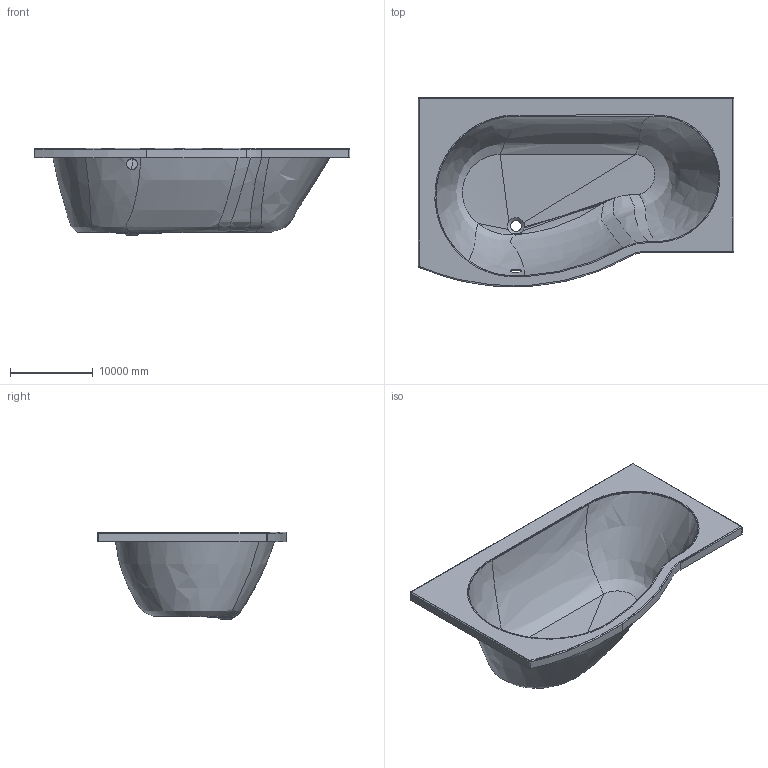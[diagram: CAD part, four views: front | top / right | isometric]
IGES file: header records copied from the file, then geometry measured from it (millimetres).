
Global section: file name: BS-1592L_2; native system: AutoCAD 2016 - English; preprocessor: Autodesk Translation Framework DWG producer (atf_dwg_producer); organization: unknown; date: 20170428.094204; units: inch
Bounding box: 38105.09 x 22835.01 x 10541 mm (x, y, z)
Volume: 206552108094.6 mm3; surface area: 2889149058.5 mm2
Topology: 2 solids, 2 shells, 78 faces, 218 edges, 144 vertices
Faces by surface type: bspline 78
